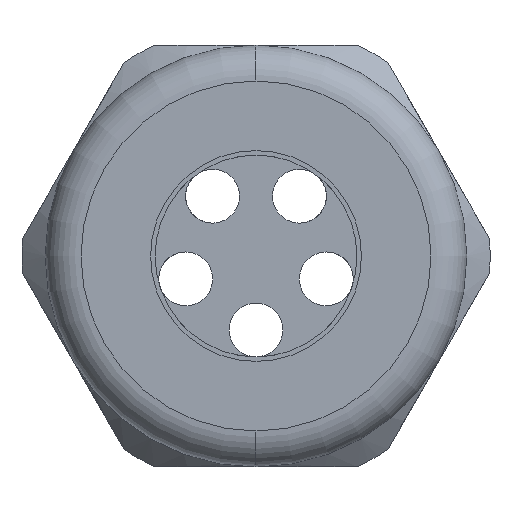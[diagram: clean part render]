
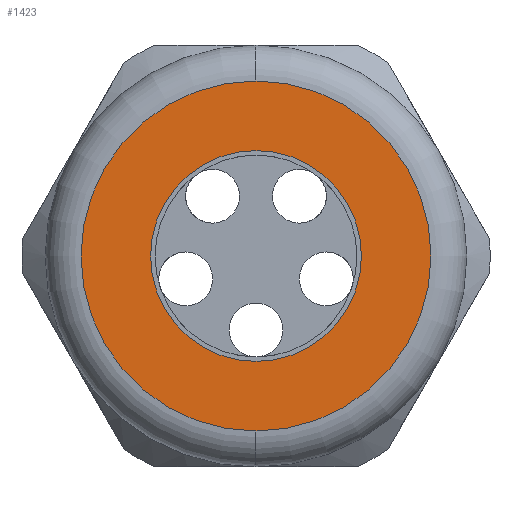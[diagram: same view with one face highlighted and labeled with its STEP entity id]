
A CAD part, left-side view. The second image highlights one B-rep face of the part: STEP entity #1423.
In plain terms, the highlighted planar face has unit normal (-1, 0, 0).
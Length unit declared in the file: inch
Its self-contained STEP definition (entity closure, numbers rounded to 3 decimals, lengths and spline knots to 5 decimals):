
#213 = VERTEX_POINT ( 'NONE', #2237 ) ;
#218 = VERTEX_POINT ( 'NONE', #2296 ) ;
#219 = EDGE_CURVE ( 'NONE', #218, #213, #2295, .T. ) ;
#281 = EDGE_CURVE ( 'NONE', #288, #282, #2373, .T. ) ;
#282 = VERTEX_POINT ( 'NONE', #2368 ) ;
#288 = VERTEX_POINT ( 'NONE', #2415 ) ;
#1345 = EDGE_LOOP ( 'NONE', ( #1346, #1347 ) ) ;
#1346 = ORIENTED_EDGE ( 'NONE', *, *, #219, .T. ) ;
#1347 = ORIENTED_EDGE ( 'NONE', *, *, #1348, .T. ) ;
#1348 = EDGE_CURVE ( 'NONE', #213, #218, #4535, .T. ) ;
#1349 = EDGE_LOOP ( 'NONE', ( #1350, #1351 ) ) ;
#1350 = ORIENTED_EDGE ( 'NONE', *, *, #1420, .T. ) ;
#1351 = ORIENTED_EDGE ( 'NONE', *, *, #281, .T. ) ;
#1420 = EDGE_CURVE ( 'NONE', #282, #288, #4610, .T. ) ;
#1423 = ADVANCED_FACE ( 'NONE', ( #4611, #4605 ), #4604, .T. ) ;
#2237 = CARTESIAN_POINT ( 'NONE',  ( -1.41, 0., -0.39 ) ) ;
#2291 = DIRECTION ( 'NONE',  ( 0., 0., 1. ) ) ;
#2292 = DIRECTION ( 'NONE',  ( -1., 0., 0. ) ) ;
#2293 = CARTESIAN_POINT ( 'NONE',  ( -1.41, 0., 0. ) ) ;
#2294 = AXIS2_PLACEMENT_3D ( 'NONE', #2293, #2292, #2291 ) ;
#2295 = CIRCLE ( 'NONE', #2294, 0.39 ) ;
#2296 = CARTESIAN_POINT ( 'NONE',  ( -1.41, 0., 0.39 ) ) ;
#2368 = CARTESIAN_POINT ( 'NONE',  ( -1.41, 0., -0.235 ) ) ;
#2369 = DIRECTION ( 'NONE',  ( 0., 0., -1. ) ) ;
#2370 = DIRECTION ( 'NONE',  ( 1., 0., 0. ) ) ;
#2371 = CARTESIAN_POINT ( 'NONE',  ( -1.41, 0., 0. ) ) ;
#2372 = AXIS2_PLACEMENT_3D ( 'NONE', #2371, #2370, #2369 ) ;
#2373 = CIRCLE ( 'NONE', #2372, 0.235 ) ;
#2415 = CARTESIAN_POINT ( 'NONE',  ( -1.41, 0., 0.235 ) ) ;
#4531 = DIRECTION ( 'NONE',  ( 0., 0., 1. ) ) ;
#4532 = DIRECTION ( 'NONE',  ( -1., 0., 0. ) ) ;
#4533 = CARTESIAN_POINT ( 'NONE',  ( -1.41, 0., 0. ) ) ;
#4534 = AXIS2_PLACEMENT_3D ( 'NONE', #4533, #4532, #4531 ) ;
#4535 = CIRCLE ( 'NONE', #4534, 0.39 ) ;
#4599 = DIRECTION ( 'NONE',  ( 0., 0., 1. ) ) ;
#4600 = DIRECTION ( 'NONE',  ( -1., 0., 0. ) ) ;
#4601 = CARTESIAN_POINT ( 'NONE',  ( -1.41, 0.47, 0. ) ) ;
#4602 = AXIS2_PLACEMENT_3D ( 'NONE', #4601, #4600, #4599 ) ;
#4604 = PLANE ( 'NONE',  #4602 ) ;
#4605 = FACE_BOUND ( 'NONE', #1349, .T. ) ;
#4606 = DIRECTION ( 'NONE',  ( 0., 0., -1. ) ) ;
#4607 = DIRECTION ( 'NONE',  ( 1., 0., 0. ) ) ;
#4608 = CARTESIAN_POINT ( 'NONE',  ( -1.41, 0., 0. ) ) ;
#4609 = AXIS2_PLACEMENT_3D ( 'NONE', #4608, #4607, #4606 ) ;
#4610 = CIRCLE ( 'NONE', #4609, 0.235 ) ;
#4611 = FACE_OUTER_BOUND ( 'NONE', #1345, .T. ) ;
